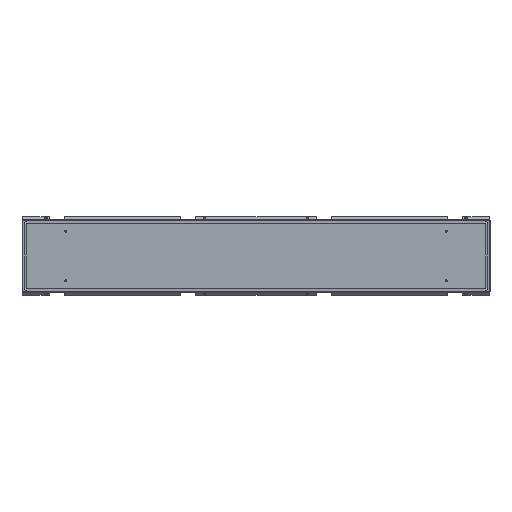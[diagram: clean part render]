
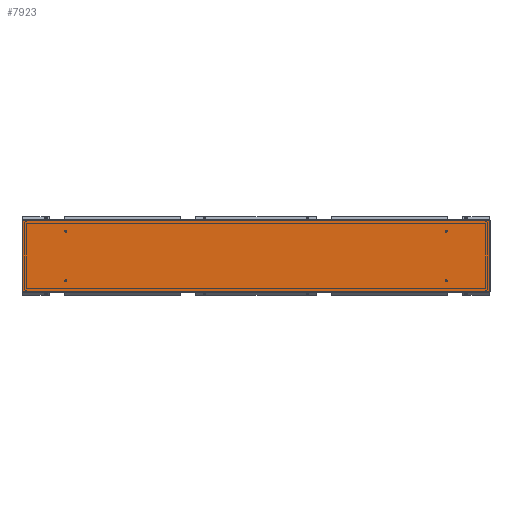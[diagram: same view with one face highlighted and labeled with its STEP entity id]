
A CAD part, left-side view. The second image highlights one B-rep face of the part: STEP entity #7923.
In plain terms, the highlighted face is planar.
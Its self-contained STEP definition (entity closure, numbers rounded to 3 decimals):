
#28 = VERTEX_POINT ( 'NONE', #6215 ) ;
#401 = EDGE_CURVE ( 'NONE', #5262, #2049, #728, .T. ) ;
#532 = EDGE_LOOP ( 'NONE', ( #2509, #5683, #5569, #6918 ) ) ;
#549 = EDGE_CURVE ( 'NONE', #2049, #4748, #5023, .T. ) ;
#679 = DIRECTION ( 'NONE',  ( 0., 1., 0. ) ) ;
#728 = LINE ( 'NONE', #1416, #1732 ) ;
#873 = DIRECTION ( 'NONE',  ( 0., 0., -1. ) ) ;
#1004 = VECTOR ( 'NONE', #7275, 1000. ) ;
#1416 = CARTESIAN_POINT ( 'NONE',  ( 162.75, -1070.5, 0. ) ) ;
#1732 = VECTOR ( 'NONE', #679, 1000. ) ;
#1849 = CARTESIAN_POINT ( 'NONE',  ( 162.75, 1070.5, 0. ) ) ;
#2049 = VERTEX_POINT ( 'NONE', #1849 ) ;
#2202 = DIRECTION ( 'NONE',  ( 0., -1., 0. ) ) ;
#2509 = ORIENTED_EDGE ( 'NONE', *, *, #401, .T. ) ;
#3472 = AXIS2_PLACEMENT_3D ( 'NONE', #6769, #873, #6124 ) ;
#4360 = CARTESIAN_POINT ( 'NONE',  ( 162.75, -1070.5, 0. ) ) ;
#4568 = CARTESIAN_POINT ( 'NONE',  ( -162.75, -1070.5, 0. ) ) ;
#4748 = VERTEX_POINT ( 'NONE', #8305 ) ;
#5023 = LINE ( 'NONE', #8213, #7988 ) ;
#5202 = LINE ( 'NONE', #4568, #1004 ) ;
#5262 = VERTEX_POINT ( 'NONE', #4360 ) ;
#5569 = ORIENTED_EDGE ( 'NONE', *, *, #6069, .T. ) ;
#5683 = ORIENTED_EDGE ( 'NONE', *, *, #549, .T. ) ;
#6069 = EDGE_CURVE ( 'NONE', #4748, #28, #6685, .T. ) ;
#6124 = DIRECTION ( 'NONE',  ( -1., 0., 0. ) ) ;
#6215 = CARTESIAN_POINT ( 'NONE',  ( -162.75, -1070.5, 0. ) ) ;
#6685 = LINE ( 'NONE', #8093, #7337 ) ;
#6769 = CARTESIAN_POINT ( 'NONE',  ( 0., 0., 0. ) ) ;
#6918 = ORIENTED_EDGE ( 'NONE', *, *, #8167, .T. ) ;
#7275 = DIRECTION ( 'NONE',  ( 1., 0., 0. ) ) ;
#7337 = VECTOR ( 'NONE', #2202, 1000. ) ;
#7374 = FACE_OUTER_BOUND ( 'NONE', #532, .T. ) ;
#7923 = ADVANCED_FACE ( 'NONE', ( #7374 ), #8058, .F. ) ;
#7988 = VECTOR ( 'NONE', #8120, 1000. ) ;
#8058 = PLANE ( 'NONE',  #3472 ) ;
#8093 = CARTESIAN_POINT ( 'NONE',  ( -162.75, -1070.5, 0. ) ) ;
#8120 = DIRECTION ( 'NONE',  ( -1., 0., 0. ) ) ;
#8167 = EDGE_CURVE ( 'NONE', #28, #5262, #5202, .T. ) ;
#8213 = CARTESIAN_POINT ( 'NONE',  ( -162.75, 1070.5, 0. ) ) ;
#8305 = CARTESIAN_POINT ( 'NONE',  ( -162.75, 1070.5, 0. ) ) ;
